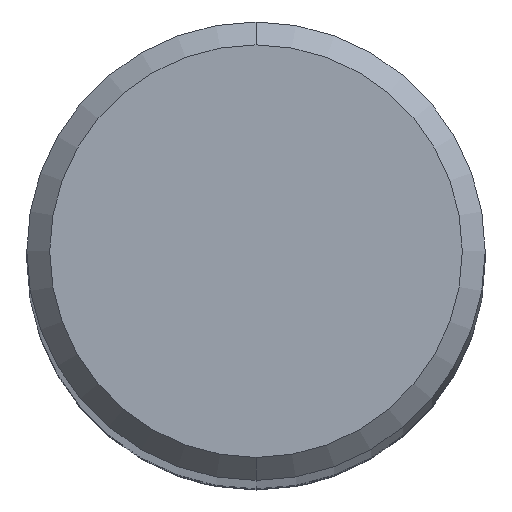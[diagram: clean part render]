
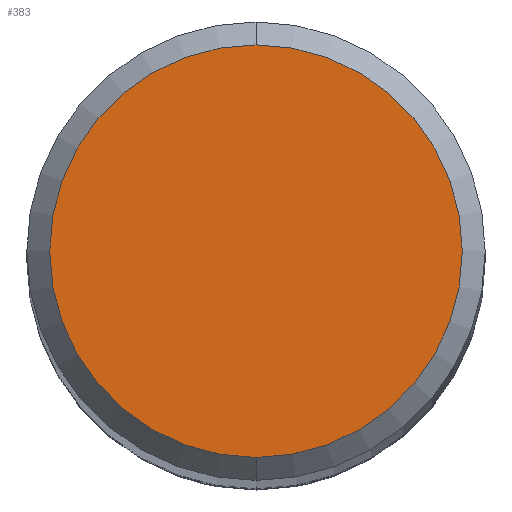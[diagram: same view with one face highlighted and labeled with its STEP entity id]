
A CAD part, top view. The second image highlights one B-rep face of the part: STEP entity #383.
In plain terms, the highlighted planar face has unit normal (0, 0, 1).
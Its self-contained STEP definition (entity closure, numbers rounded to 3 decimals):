
#207=EDGE_CURVE('',#451,#327,#515,.T.);
#327=VERTEX_POINT('',#650);
#383=ADVANCED_FACE('',(#710),#711,.T.);
#443=EDGE_CURVE('',#327,#451,#777,.T.);
#451=VERTEX_POINT('',#786);
#515=CIRCLE('',#920,3.6);
#650=CARTESIAN_POINT('',(0.,-3.6,0.0));
#710=FACE_OUTER_BOUND('',#1312,.T.);
#711=PLANE('',#1313);
#777=CIRCLE('',#1407,3.6);
#786=CARTESIAN_POINT('',(0.0,3.6,0.0));
#920=AXIS2_PLACEMENT_3D('',#1479,#1480,#1481);
#1312=EDGE_LOOP('',(#1695,#1696));
#1313=AXIS2_PLACEMENT_3D('',#1697,#1698,#1699);
#1407=AXIS2_PLACEMENT_3D('',#1780,#1781,#1782);
#1479=CARTESIAN_POINT('',(0.0,0.0,0.0));
#1480=DIRECTION('',(0.0,0.0,-1.0));
#1481=DIRECTION('',(0.0,1.0,0.0));
#1695=ORIENTED_EDGE('',*,*,#207,.F.);
#1696=ORIENTED_EDGE('',*,*,#443,.F.);
#1697=CARTESIAN_POINT('',(0.0,1.8,0.0));
#1698=DIRECTION('',(-0.0,0.0,1.0));
#1699=DIRECTION('',(0.0,-1.0,0.0));
#1780=CARTESIAN_POINT('',(0.0,0.0,0.0));
#1781=DIRECTION('',(0.0,0.0,-1.0));
#1782=DIRECTION('',(0.0,1.0,0.0));
